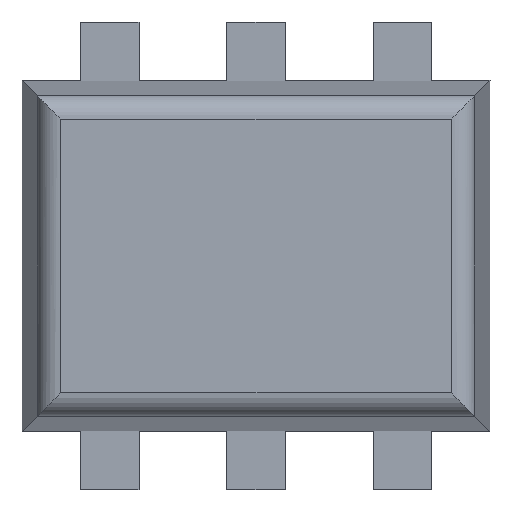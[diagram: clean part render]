
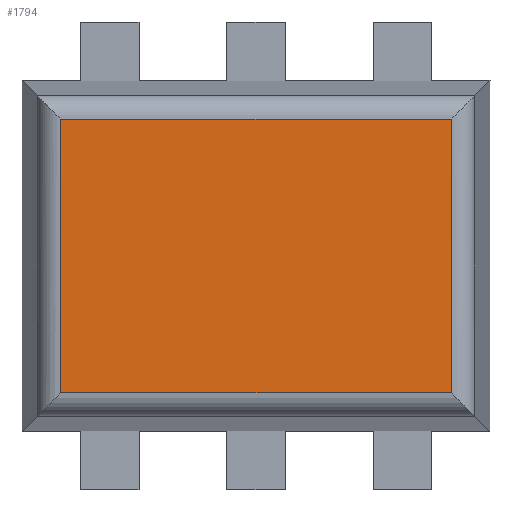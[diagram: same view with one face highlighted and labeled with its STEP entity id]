
A CAD part, left-side view. The second image highlights one B-rep face of the part: STEP entity #1794.
In plain terms, the highlighted face is planar.
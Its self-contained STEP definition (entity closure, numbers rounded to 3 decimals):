
#462=ORIENTED_EDGE('',*,*,#742,.T.);
#463=ORIENTED_EDGE('',*,*,#743,.F.);
#464=ORIENTED_EDGE('',*,*,#744,.F.);
#465=ORIENTED_EDGE('',*,*,#745,.T.);
#742=EDGE_CURVE('',#912,#913,#1140,.T.);
#743=EDGE_CURVE('',#914,#913,#1141,.F.);
#744=EDGE_CURVE('',#915,#914,#1142,.T.);
#745=EDGE_CURVE('',#915,#912,#1143,.F.);
#912=VERTEX_POINT('',#2896);
#913=VERTEX_POINT('',#2897);
#914=VERTEX_POINT('',#2899);
#915=VERTEX_POINT('',#2901);
#1140=LINE('',#2895,#1376);
#1141=LINE('',#2898,#1377);
#1142=LINE('',#2900,#1378);
#1143=LINE('',#2902,#1379);
#1376=VECTOR('',#2384,1000.);
#1377=VECTOR('',#2385,1000.);
#1378=VECTOR('',#2386,1000.);
#1379=VECTOR('',#2387,1000.);
#1490=EDGE_LOOP('',(#462,#463,#464,#465));
#1594=FACE_BOUND('',#1490,.T.);
#1698=PLANE('',#1971);
#1794=ADVANCED_FACE('',(#1594),#1698,.F.);
#1971=AXIS2_PLACEMENT_3D('',#2894,#2382,#2383);
#2382=DIRECTION('',(0.,0.,-1.));
#2383=DIRECTION('',(0.,1.,0.));
#2384=DIRECTION('',(0.,-1.,0.));
#2385=DIRECTION('',(1.,0.,0.));
#2386=DIRECTION('',(0.,-1.,0.));
#2387=DIRECTION('',(1.,0.,0.));
#2894=CARTESIAN_POINT('',(0.,0.,0.));
#2895=CARTESIAN_POINT('',(-0.779,1.747,0.));
#2896=CARTESIAN_POINT('',(-0.779,0.463,0.));
#2897=CARTESIAN_POINT('',(-0.779,-0.473,0.));
#2898=CARTESIAN_POINT('',(-1.904,-0.473,0.));
#2899=CARTESIAN_POINT('',(0.556,-0.473,0.));
#2900=CARTESIAN_POINT('',(0.556,1.747,0.));
#2901=CARTESIAN_POINT('',(0.556,0.463,0.));
#2902=CARTESIAN_POINT('',(-1.904,0.463,0.));
